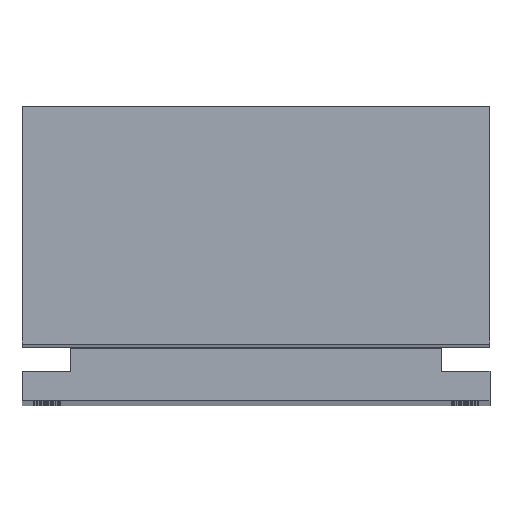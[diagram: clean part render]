
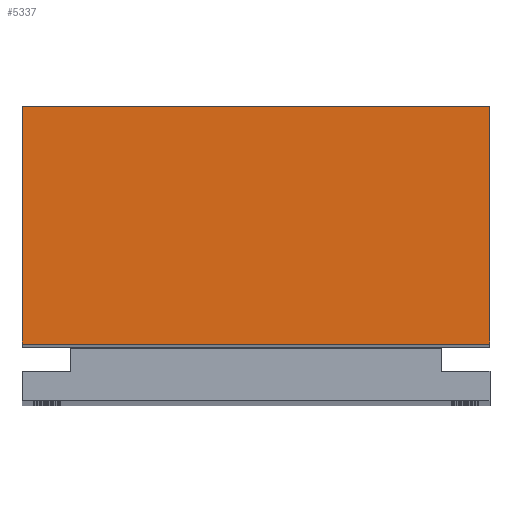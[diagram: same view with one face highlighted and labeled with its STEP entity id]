
A CAD part, top view. The second image highlights one B-rep face of the part: STEP entity #5337.
In plain terms, the highlighted face is planar.
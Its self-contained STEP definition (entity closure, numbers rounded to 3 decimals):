
#404 = EDGE_CURVE ( 'NONE', #9094, #10517, #12215, .T. ) ;
#427 = LINE ( 'NONE', #4268, #12310 ) ;
#897 = VECTOR ( 'NONE', #9199, 1000. ) ;
#1193 = EDGE_CURVE ( 'NONE', #9094, #2924, #10853, .T. ) ;
#1284 = CARTESIAN_POINT ( 'NONE',  ( -190., 47.5, -24.15 ) ) ;
#1530 = DIRECTION ( 'NONE',  ( -1., 0., 0. ) ) ;
#2475 = CARTESIAN_POINT ( 'NONE',  ( -190., 47.5, -24.15 ) ) ;
#2627 = CARTESIAN_POINT ( 'NONE',  ( -190., 47.5, -24.15 ) ) ;
#2873 = VERTEX_POINT ( 'NONE', #9203 ) ;
#2924 = VERTEX_POINT ( 'NONE', #11034 ) ;
#3953 = ORIENTED_EDGE ( 'NONE', *, *, #1193, .F. ) ;
#4268 = CARTESIAN_POINT ( 'NONE',  ( -190., 47.5, 24.15 ) ) ;
#5337 = ADVANCED_FACE ( 'NONE', ( #10406 ), #9465, .T. ) ;
#6136 = DIRECTION ( 'NONE',  ( 0., 0., 1. ) ) ;
#6258 = VECTOR ( 'NONE', #10242, 1000. ) ;
#6280 = ORIENTED_EDGE ( 'NONE', *, *, #10190, .F. ) ;
#6765 = DIRECTION ( 'NONE',  ( 0., 0., 1. ) ) ;
#7442 = CARTESIAN_POINT ( 'NONE',  ( -190., 47.5, -24.15 ) ) ;
#7484 = LINE ( 'NONE', #10304, #6258 ) ;
#8119 = DIRECTION ( 'NONE',  ( 0., -1., 0. ) ) ;
#9094 = VERTEX_POINT ( 'NONE', #2627 ) ;
#9199 = DIRECTION ( 'NONE',  ( 0., -1., 0. ) ) ;
#9203 = CARTESIAN_POINT ( 'NONE',  ( -190., -47.5, 24.15 ) ) ;
#9465 = PLANE ( 'NONE',  #10985 ) ;
#10009 = ORIENTED_EDGE ( 'NONE', *, *, #404, .T. ) ;
#10190 = EDGE_CURVE ( 'NONE', #2924, #2873, #427, .T. ) ;
#10242 = DIRECTION ( 'NONE',  ( 0., 0., 1. ) ) ;
#10304 = CARTESIAN_POINT ( 'NONE',  ( -190., -47.5, -24.15 ) ) ;
#10406 = FACE_OUTER_BOUND ( 'NONE', #11841, .T. ) ;
#10517 = VERTEX_POINT ( 'NONE', #10999 ) ;
#10853 = LINE ( 'NONE', #1284, #11959 ) ;
#10985 = AXIS2_PLACEMENT_3D ( 'NONE', #2475, #1530, #6765 ) ;
#10999 = CARTESIAN_POINT ( 'NONE',  ( -190., -47.5, -24.15 ) ) ;
#11034 = CARTESIAN_POINT ( 'NONE',  ( -190., 47.5, 24.15 ) ) ;
#11746 = EDGE_CURVE ( 'NONE', #10517, #2873, #7484, .T. ) ;
#11841 = EDGE_LOOP ( 'NONE', ( #12338, #6280, #3953, #10009 ) ) ;
#11959 = VECTOR ( 'NONE', #6136, 1000. ) ;
#12215 = LINE ( 'NONE', #7442, #897 ) ;
#12310 = VECTOR ( 'NONE', #8119, 1000. ) ;
#12338 = ORIENTED_EDGE ( 'NONE', *, *, #11746, .T. ) ;
